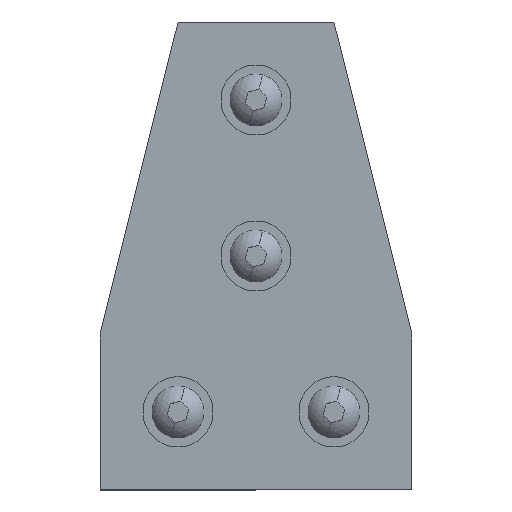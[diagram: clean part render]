
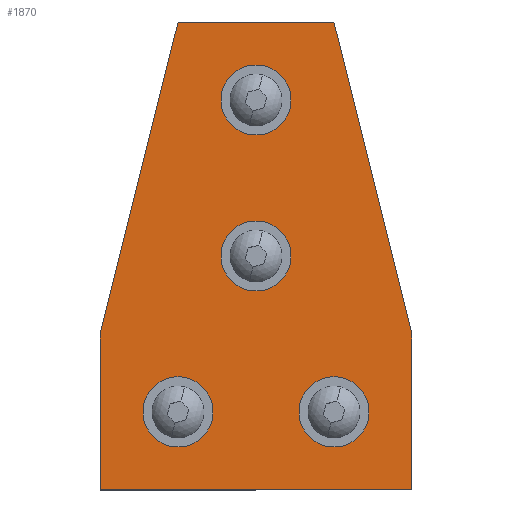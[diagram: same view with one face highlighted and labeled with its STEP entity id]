
A CAD part, top view. The second image highlights one B-rep face of the part: STEP entity #1870.
In plain terms, the highlighted planar face has unit normal (0, 0, 1).
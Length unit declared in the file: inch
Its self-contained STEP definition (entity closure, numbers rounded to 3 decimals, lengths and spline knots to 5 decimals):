
#118 = EDGE_CURVE ( 'NONE', #241, #170, #2149, .T. ) ;
#121 = VERTEX_POINT ( 'NONE', #289 ) ;
#134 = EDGE_CURVE ( 'NONE', #187, #121, #451, .T. ) ;
#142 = VERTEX_POINT ( 'NONE', #534 ) ;
#154 = EDGE_CURVE ( 'NONE', #205, #142, #745, .T. ) ;
#170 = VERTEX_POINT ( 'NONE', #832 ) ;
#187 = VERTEX_POINT ( 'NONE', #951 ) ;
#189 = EDGE_CURVE ( 'NONE', #1499, #241, #958, .T. ) ;
#205 = VERTEX_POINT ( 'NONE', #445 ) ;
#241 = VERTEX_POINT ( 'NONE', #2028 ) ;
#289 = CARTESIAN_POINT ( 'NONE',  ( 1.664, 3.75, 0.25 ) ) ;
#297 = LINE ( 'NONE', #298, #300 ) ;
#298 = CARTESIAN_POINT ( 'NONE',  ( 0.75, 4.5, 0.25 ) ) ;
#300 = VECTOR ( 'NONE', #301, 39.37008 ) ;
#301 = DIRECTION ( 'NONE',  ( -0.243, -0.97, 0. ) ) ;
#363 = CIRCLE ( 'NONE', #364, 0.164 ) ;
#364 = AXIS2_PLACEMENT_3D ( 'NONE', #365, #366, #367 ) ;
#365 = CARTESIAN_POINT ( 'NONE',  ( 2.25, 0.75, 0.25 ) ) ;
#366 = DIRECTION ( 'NONE',  ( 0., 0., 1. ) ) ;
#367 = DIRECTION ( 'NONE',  ( 1., 0., 0. ) ) ;
#370 = EDGE_LOOP ( 'NONE', ( #1901, #1855 ) ) ;
#379 = LINE ( 'NONE', #380, #381 ) ;
#380 = CARTESIAN_POINT ( 'NONE',  ( 0., 1.5, 0.25 ) ) ;
#381 = VECTOR ( 'NONE', #382, 39.37008 ) ;
#382 = DIRECTION ( 'NONE',  ( 0., -1., 0. ) ) ;
#389 = ORIENTED_EDGE ( 'NONE', *, *, #1778, .T. ) ;
#430 = CIRCLE ( 'NONE', #431, 0.164 ) ;
#431 = AXIS2_PLACEMENT_3D ( 'NONE', #432, #433, #434 ) ;
#432 = CARTESIAN_POINT ( 'NONE',  ( 1.5, 3.75, 0.25 ) ) ;
#433 = DIRECTION ( 'NONE',  ( 0., 0., 1. ) ) ;
#434 = DIRECTION ( 'NONE',  ( 1., 0., 0. ) ) ;
#445 = CARTESIAN_POINT ( 'NONE',  ( 0.586, 0.75, 0.25 ) ) ;
#446 = CIRCLE ( 'NONE', #447, 0.164 ) ;
#447 = AXIS2_PLACEMENT_3D ( 'NONE', #448, #449, #450 ) ;
#448 = CARTESIAN_POINT ( 'NONE',  ( 1.5, 2.25, 0.25 ) ) ;
#449 = DIRECTION ( 'NONE',  ( 0., 0., 1. ) ) ;
#450 = DIRECTION ( 'NONE',  ( 1., 0., 0. ) ) ;
#451 = CIRCLE ( 'NONE', #452, 0.164 ) ;
#452 = AXIS2_PLACEMENT_3D ( 'NONE', #453, #454, #455 ) ;
#453 = CARTESIAN_POINT ( 'NONE',  ( 1.5, 3.75, 0.25 ) ) ;
#454 = DIRECTION ( 'NONE',  ( 0., 0., 1. ) ) ;
#455 = DIRECTION ( 'NONE',  ( 1., 0., 0. ) ) ;
#496 = EDGE_CURVE ( 'NONE', #142, #205, #678, .T. ) ;
#502 = CARTESIAN_POINT ( 'NONE',  ( 3., 1.5, 0.25 ) ) ;
#534 = CARTESIAN_POINT ( 'NONE',  ( 0.914, 0.75, 0.25 ) ) ;
#555 = FACE_BOUND ( 'NONE', #1856, .T. ) ;
#556 = FACE_BOUND ( 'NONE', #370, .T. ) ;
#557 = FACE_BOUND ( 'NONE', #1841, .T. ) ;
#558 = FACE_BOUND ( 'NONE', #1365, .T. ) ;
#559 = FACE_OUTER_BOUND ( 'NONE', #1407, .T. ) ;
#560 = PLANE ( 'NONE',  #561 ) ;
#561 = AXIS2_PLACEMENT_3D ( 'NONE', #562, #563, #564 ) ;
#562 = CARTESIAN_POINT ( 'NONE',  ( 0., 0., 0.25 ) ) ;
#563 = DIRECTION ( 'NONE',  ( 0., 0., 1. ) ) ;
#564 = DIRECTION ( 'NONE',  ( 1., 0., 0. ) ) ;
#619 = EDGE_CURVE ( 'NONE', #1828, #1499, #756, .T. ) ;
#678 = CIRCLE ( 'NONE', #679, 0.164 ) ;
#679 = AXIS2_PLACEMENT_3D ( 'NONE', #680, #681, #682 ) ;
#680 = CARTESIAN_POINT ( 'NONE',  ( 0.75, 0.75, 0.25 ) ) ;
#681 = DIRECTION ( 'NONE',  ( 0., 0., 1. ) ) ;
#682 = DIRECTION ( 'NONE',  ( 1., 0., 0. ) ) ;
#745 = CIRCLE ( 'NONE', #746, 0.164 ) ;
#746 = AXIS2_PLACEMENT_3D ( 'NONE', #747, #748, #750 ) ;
#747 = CARTESIAN_POINT ( 'NONE',  ( 0.75, 0.75, 0.25 ) ) ;
#748 = DIRECTION ( 'NONE',  ( 0., 0., 1. ) ) ;
#750 = DIRECTION ( 'NONE',  ( 1., 0., 0. ) ) ;
#756 = LINE ( 'NONE', #757, #758 ) ;
#757 = CARTESIAN_POINT ( 'NONE',  ( 3., 0., 0.25 ) ) ;
#758 = VECTOR ( 'NONE', #759, 39.37008 ) ;
#759 = DIRECTION ( 'NONE',  ( 0., 1., 0. ) ) ;
#786 = CARTESIAN_POINT ( 'NONE',  ( 2.414, 0.75, 0.25 ) ) ;
#798 = CARTESIAN_POINT ( 'NONE',  ( 3., 0., 0.25 ) ) ;
#832 = CARTESIAN_POINT ( 'NONE',  ( 0.75, 4.5, 0.25 ) ) ;
#834 = CIRCLE ( 'NONE', #835, 0.164 ) ;
#835 = AXIS2_PLACEMENT_3D ( 'NONE', #836, #837, #838 ) ;
#836 = CARTESIAN_POINT ( 'NONE',  ( 2.25, 0.75, 0.25 ) ) ;
#837 = DIRECTION ( 'NONE',  ( 0., 0., 1. ) ) ;
#838 = DIRECTION ( 'NONE',  ( 1., 0., 0. ) ) ;
#858 = ORIENTED_EDGE ( 'NONE', *, *, #496, .F. ) ;
#895 = ORIENTED_EDGE ( 'NONE', *, *, #1795, .T. ) ;
#935 = CARTESIAN_POINT ( 'NONE',  ( 0., 0., 0.25 ) ) ;
#951 = CARTESIAN_POINT ( 'NONE',  ( 1.336, 3.75, 0.25 ) ) ;
#958 = LINE ( 'NONE', #959, #960 ) ;
#959 = CARTESIAN_POINT ( 'NONE',  ( 3., 1.5, 0.25 ) ) ;
#960 = VECTOR ( 'NONE', #961, 39.37008 ) ;
#961 = DIRECTION ( 'NONE',  ( -0.243, 0.97, 0. ) ) ;
#999 = CARTESIAN_POINT ( 'NONE',  ( 1.664, 2.25, 0.25 ) ) ;
#1365 = EDGE_LOOP ( 'NONE', ( #858, #1648 ) ) ;
#1407 = EDGE_LOOP ( 'NONE', ( #895, #389, #1893, #1869, #1837, #1812 ) ) ;
#1499 = VERTEX_POINT ( 'NONE', #502 ) ;
#1612 = ORIENTED_EDGE ( 'NONE', *, *, #1835, .F. ) ;
#1648 = ORIENTED_EDGE ( 'NONE', *, *, #154, .F. ) ;
#1768 = ORIENTED_EDGE ( 'NONE', *, *, #134, .F. ) ;
#1778 = EDGE_CURVE ( 'NONE', #1843, #1828, #2100, .T. ) ;
#1783 = VERTEX_POINT ( 'NONE', #2128 ) ;
#1793 = EDGE_CURVE ( 'NONE', #1826, #1892, #363, .T. ) ;
#1795 = EDGE_CURVE ( 'NONE', #1783, #1843, #379, .T. ) ;
#1799 = EDGE_CURVE ( 'NONE', #121, #187, #430, .T. ) ;
#1812 = ORIENTED_EDGE ( 'NONE', *, *, #1998, .T. ) ;
#1816 = ORIENTED_EDGE ( 'NONE', *, *, #1793, .F. ) ;
#1820 = ORIENTED_EDGE ( 'NONE', *, *, #1799, .F. ) ;
#1826 = VERTEX_POINT ( 'NONE', #786 ) ;
#1828 = VERTEX_POINT ( 'NONE', #798 ) ;
#1835 = EDGE_CURVE ( 'NONE', #1892, #1826, #834, .T. ) ;
#1837 = ORIENTED_EDGE ( 'NONE', *, *, #118, .T. ) ;
#1841 = EDGE_LOOP ( 'NONE', ( #1816, #1612 ) ) ;
#1843 = VERTEX_POINT ( 'NONE', #935 ) ;
#1850 = VERTEX_POINT ( 'NONE', #999 ) ;
#1855 = ORIENTED_EDGE ( 'NONE', *, *, #1866, .F. ) ;
#1856 = EDGE_LOOP ( 'NONE', ( #1820, #1768 ) ) ;
#1866 = EDGE_CURVE ( 'NONE', #1913, #1850, #446, .T. ) ;
#1869 = ORIENTED_EDGE ( 'NONE', *, *, #189, .T. ) ;
#1870 = ADVANCED_FACE ( 'NONE', ( #555, #556, #557, #558, #559 ), #560, .T. ) ;
#1880 = EDGE_CURVE ( 'NONE', #1850, #1913, #1957, .T. ) ;
#1892 = VERTEX_POINT ( 'NONE', #2018 ) ;
#1893 = ORIENTED_EDGE ( 'NONE', *, *, #619, .T. ) ;
#1901 = ORIENTED_EDGE ( 'NONE', *, *, #1880, .F. ) ;
#1913 = VERTEX_POINT ( 'NONE', #2127 ) ;
#1957 = CIRCLE ( 'NONE', #1958, 0.164 ) ;
#1958 = AXIS2_PLACEMENT_3D ( 'NONE', #1959, #1960, #1961 ) ;
#1959 = CARTESIAN_POINT ( 'NONE',  ( 1.5, 2.25, 0.25 ) ) ;
#1960 = DIRECTION ( 'NONE',  ( 0., 0., 1. ) ) ;
#1961 = DIRECTION ( 'NONE',  ( 1., 0., 0. ) ) ;
#1998 = EDGE_CURVE ( 'NONE', #170, #1783, #297, .T. ) ;
#2018 = CARTESIAN_POINT ( 'NONE',  ( 2.086, 0.75, 0.25 ) ) ;
#2028 = CARTESIAN_POINT ( 'NONE',  ( 2.25, 4.5, 0.25 ) ) ;
#2100 = LINE ( 'NONE', #2101, #2103 ) ;
#2101 = CARTESIAN_POINT ( 'NONE',  ( 0., 0., 0.25 ) ) ;
#2103 = VECTOR ( 'NONE', #2104, 39.37008 ) ;
#2104 = DIRECTION ( 'NONE',  ( 1., 0., 0. ) ) ;
#2127 = CARTESIAN_POINT ( 'NONE',  ( 1.336, 2.25, 0.25 ) ) ;
#2128 = CARTESIAN_POINT ( 'NONE',  ( 0., 1.5, 0.25 ) ) ;
#2149 = LINE ( 'NONE', #2150, #2151 ) ;
#2150 = CARTESIAN_POINT ( 'NONE',  ( 2.25, 4.5, 0.25 ) ) ;
#2151 = VECTOR ( 'NONE', #2152, 39.37008 ) ;
#2152 = DIRECTION ( 'NONE',  ( -1., 0., 0. ) ) ;
